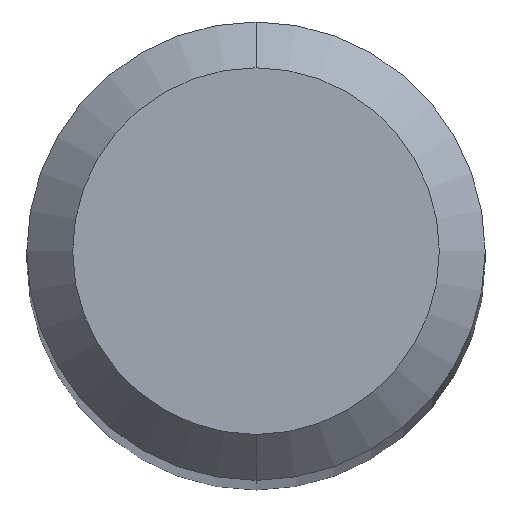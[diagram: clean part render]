
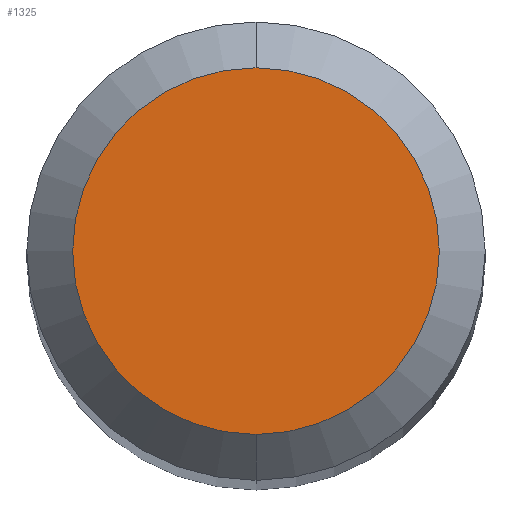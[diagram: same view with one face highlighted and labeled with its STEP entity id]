
A CAD part, top view. The second image highlights one B-rep face of the part: STEP entity #1325.
In plain terms, the highlighted planar face has unit normal (0, 0, 1).
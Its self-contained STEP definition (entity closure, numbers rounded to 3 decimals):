
#875=VERTEX_POINT('',#2035);
#1325=ADVANCED_FACE('',(#2525),#2526,.T.);
#1413=VERTEX_POINT('',#2619);
#1591=EDGE_CURVE('',#875,#1413,#2814,.T.);
#1615=EDGE_CURVE('',#1413,#875,#2840,.T.);
#2035=CARTESIAN_POINT('',(0.0,1.2,0.0));
#2525=FACE_OUTER_BOUND('',#7410,.T.);
#2526=PLANE('',#7411);
#2619=CARTESIAN_POINT('',(0.,-1.2,0.0));
#2814=CIRCLE('',#8865,1.2);
#2840=CIRCLE('',#9056,1.2);
#7410=EDGE_LOOP('',(#10240,#10241));
#7411=AXIS2_PLACEMENT_3D('',#10242,#10243,#10244);
#8865=AXIS2_PLACEMENT_3D('',#10519,#10520,#10521);
#9056=AXIS2_PLACEMENT_3D('',#10540,#10541,#10542);
#10240=ORIENTED_EDGE('',*,*,#1591,.F.);
#10241=ORIENTED_EDGE('',*,*,#1615,.F.);
#10242=CARTESIAN_POINT('',(0.0,0.6,0.0));
#10243=DIRECTION('',(-0.0,0.0,1.0));
#10244=DIRECTION('',(0.0,-1.0,0.0));
#10519=CARTESIAN_POINT('',(0.0,0.0,0.0));
#10520=DIRECTION('',(0.0,0.0,-1.0));
#10521=DIRECTION('',(0.0,1.0,0.0));
#10540=CARTESIAN_POINT('',(0.0,0.0,0.0));
#10541=DIRECTION('',(0.0,0.0,-1.0));
#10542=DIRECTION('',(0.0,1.0,0.0));
